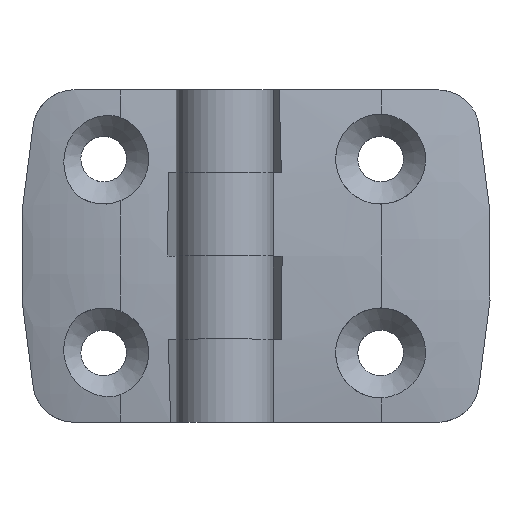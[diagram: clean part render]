
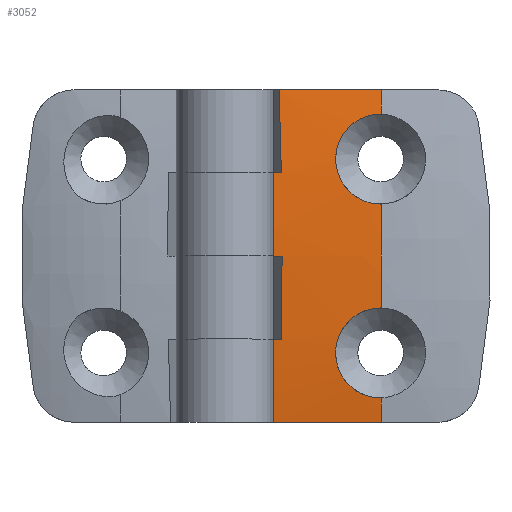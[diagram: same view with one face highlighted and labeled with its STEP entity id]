
A CAD part, top view. The second image highlights one B-rep face of the part: STEP entity #3052.
In plain terms, the highlighted toroidal (fillet/blend) face has major radius 179.24 mm and minor radius 372.194 mm.
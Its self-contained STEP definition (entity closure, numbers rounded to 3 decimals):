
#18=DEGENERATE_TOROIDAL_SURFACE('',#3374,179.24,372.194,
 .F.);
#743=B_SPLINE_CURVE_WITH_KNOTS('',3,(#5141,#5142,#5143,#5144,#5145,#5146,
#5147,#5148),.UNSPECIFIED.,.F.,.F.,(4,1,1,1,1,4),(0.,0.003,
0.005,0.01,0.015,0.021),
 .UNSPECIFIED.);
#744=B_SPLINE_CURVE_WITH_KNOTS('',3,(#5152,#5153,#5154,#5155),
 .UNSPECIFIED.,.F.,.F.,(4,4),(0.031,0.045),
 .UNSPECIFIED.);
#745=B_SPLINE_CURVE_WITH_KNOTS('',3,(#5157,#5158,#5159,#5160),
 .UNSPECIFIED.,.F.,.F.,(4,4),(0.,0.012),
 .UNSPECIFIED.);
#746=B_SPLINE_CURVE_WITH_KNOTS('',3,(#5162,#5163,#5164,#5165),
 .UNSPECIFIED.,.F.,.F.,(4,4),(0.005,0.006),
 .UNSPECIFIED.);
#747=B_SPLINE_CURVE_WITH_KNOTS('',3,(#5171,#5172,#5173,#5174),
 .UNSPECIFIED.,.F.,.F.,(4,4),(0.,0.012),
 .UNSPECIFIED.);
#748=B_SPLINE_CURVE_WITH_KNOTS('',3,(#5176,#5177,#5178,#5179),
 .UNSPECIFIED.,.F.,.F.,(4,4),(0.005,0.006),
 .UNSPECIFIED.);
#749=B_SPLINE_CURVE_WITH_KNOTS('',3,(#5183,#5184,#5185,#5186),
 .UNSPECIFIED.,.F.,.F.,(4,4),(0.023,0.038),
 .UNSPECIFIED.);
#750=B_SPLINE_CURVE_WITH_KNOTS('',3,(#5190,#5191,#5192,#5193,#5194,#5195,
#5196,#5197,#5198,#5199),.UNSPECIFIED.,.F.,.F.,(4,1,1,1,1,1,1,4),(0.,
0.003,0.005,0.008,0.01,
0.013,0.015,0.021),.UNSPECIFIED.);
#1458=ORIENTED_EDGE('',*,*,#2018,.F.);
#1459=ORIENTED_EDGE('',*,*,#2019,.T.);
#1460=ORIENTED_EDGE('',*,*,#2020,.F.);
#1461=ORIENTED_EDGE('',*,*,#2021,.F.);
#1462=ORIENTED_EDGE('',*,*,#2022,.F.);
#1463=ORIENTED_EDGE('',*,*,#2023,.F.);
#1464=ORIENTED_EDGE('',*,*,#2024,.T.);
#1465=ORIENTED_EDGE('',*,*,#2025,.T.);
#1466=ORIENTED_EDGE('',*,*,#2026,.T.);
#1467=ORIENTED_EDGE('',*,*,#2027,.F.);
#1468=ORIENTED_EDGE('',*,*,#2028,.T.);
#1469=ORIENTED_EDGE('',*,*,#2029,.F.);
#1470=ORIENTED_EDGE('',*,*,#2030,.F.);
#1471=ORIENTED_EDGE('',*,*,#2031,.T.);
#2018=EDGE_CURVE('',#2357,#2358,#2528,.T.);
#2019=EDGE_CURVE('',#2357,#2359,#743,.T.);
#2020=EDGE_CURVE('',#2360,#2359,#2529,.T.);
#2021=EDGE_CURVE('',#2361,#2360,#744,.T.);
#2022=EDGE_CURVE('',#2362,#2361,#745,.T.);
#2023=EDGE_CURVE('',#2363,#2362,#746,.T.);
#2024=EDGE_CURVE('',#2363,#2364,#2530,.F.);
#2025=EDGE_CURVE('',#2364,#2365,#2531,.F.);
#2026=EDGE_CURVE('',#2365,#2366,#747,.T.);
#2027=EDGE_CURVE('',#2367,#2366,#748,.T.);
#2028=EDGE_CURVE('',#2367,#2368,#2532,.F.);
#2029=EDGE_CURVE('',#2369,#2368,#749,.T.);
#2030=EDGE_CURVE('',#2370,#2369,#2533,.T.);
#2031=EDGE_CURVE('',#2370,#2358,#750,.T.);
#2357=VERTEX_POINT('',#5139);
#2358=VERTEX_POINT('',#5140);
#2359=VERTEX_POINT('',#5149);
#2360=VERTEX_POINT('',#5151);
#2361=VERTEX_POINT('',#5156);
#2362=VERTEX_POINT('',#5161);
#2363=VERTEX_POINT('',#5166);
#2364=VERTEX_POINT('',#5168);
#2365=VERTEX_POINT('',#5170);
#2366=VERTEX_POINT('',#5175);
#2367=VERTEX_POINT('',#5180);
#2368=VERTEX_POINT('',#5182);
#2369=VERTEX_POINT('',#5187);
#2370=VERTEX_POINT('',#5189);
#2528=CIRCLE('',#3375,192.64);
#2529=CIRCLE('',#3376,192.64);
#2530=CIRCLE('',#3377,192.954);
#2531=CIRCLE('',#3378,372.194);
#2532=CIRCLE('',#3379,192.954);
#2533=CIRCLE('',#3380,192.64);
#2689=EDGE_LOOP('',(#1458,#1459,#1460,#1461,#1462,#1463,#1464,#1465,#1466,
#1467,#1468,#1469,#1470,#1471));
#2878=FACE_BOUND('',#2689,.T.);
#3052=ADVANCED_FACE('',(#2878),#18,.F.);
#3374=AXIS2_PLACEMENT_3D('',#5137,#4149,#4150);
#3375=AXIS2_PLACEMENT_3D('',#5138,#4151,#4152);
#3376=AXIS2_PLACEMENT_3D('',#5150,#4153,#4154);
#3377=AXIS2_PLACEMENT_3D('',#5167,#4155,#4156);
#3378=AXIS2_PLACEMENT_3D('',#5169,#4157,#4158);
#3379=AXIS2_PLACEMENT_3D('',#5181,#4159,#4160);
#3380=AXIS2_PLACEMENT_3D('',#5188,#4161,#4162);
#4149=DIRECTION('',(1.,0.,0.));
#4150=DIRECTION('',(0.,0.,-1.));
#4151=DIRECTION('',(1.,0.,0.));
#4152=DIRECTION('',(0.,0.,-1.));
#4153=DIRECTION('',(1.,0.,0.));
#4154=DIRECTION('',(0.,0.,-1.));
#4155=DIRECTION('',(-1.,0.,0.));
#4156=DIRECTION('',(0.,-1.,0.));
#4157=DIRECTION('',(0.,0.,1.));
#4158=DIRECTION('',(1.,0.,0.));
#4159=DIRECTION('',(-1.,0.,0.));
#4160=DIRECTION('',(0.,-1.,0.));
#4161=DIRECTION('',(1.,0.,0.));
#4162=DIRECTION('',(0.,0.,-1.));
#5137=CARTESIAN_POINT('',(7.3,-194.004,0.));
#5138=CARTESIAN_POINT('',(22.577,-194.004,0.));
#5139=CARTESIAN_POINT('',(22.577,-1.51,-7.5));
#5140=CARTESIAN_POINT('',(22.577,-1.51,7.5));
#5141=CARTESIAN_POINT('',(22.577,-1.51,-7.5));
#5142=CARTESIAN_POINT('',(21.711,-1.474,-7.49));
#5143=CARTESIAN_POINT('',(20.001,-1.422,-7.816));
#5144=CARTESIAN_POINT('',(17.065,-1.414,-9.739));
#5145=CARTESIAN_POINT('',(15.285,-1.618,-14.008));
#5146=CARTESIAN_POINT('',(17.437,-2.12,-19.128));
#5147=CARTESIAN_POINT('',(20.845,-2.388,-20.52));
#5148=CARTESIAN_POINT('',(22.577,-2.457,-20.5));
#5149=CARTESIAN_POINT('',(22.577,-2.457,-20.5));
#5150=CARTESIAN_POINT('',(22.577,-194.004,0.));
#5151=CARTESIAN_POINT('',(22.577,-2.865,-24.));
#5152=CARTESIAN_POINT('',(7.839,-2.549,-24.));
#5153=CARTESIAN_POINT('',(12.752,-2.556,-24.));
#5154=CARTESIAN_POINT('',(17.665,-2.661,-24.));
#5155=CARTESIAN_POINT('',(22.577,-2.865,-24.));
#5156=CARTESIAN_POINT('',(7.839,-2.549,-24.));
#5157=CARTESIAN_POINT('',(8.161,-1.425,-12.));
#5158=CARTESIAN_POINT('',(8.089,-1.674,-16.013));
#5159=CARTESIAN_POINT('',(7.982,-2.049,-20.013));
#5160=CARTESIAN_POINT('',(7.839,-2.549,-24.));
#5161=CARTESIAN_POINT('',(8.161,-1.425,-12.));
#5162=CARTESIAN_POINT('',(7.,-1.424,-12.));
#5163=CARTESIAN_POINT('',(7.387,-1.423,-12.));
#5164=CARTESIAN_POINT('',(7.774,-1.424,-12.));
#5165=CARTESIAN_POINT('',(8.161,-1.425,-12.));
#5166=CARTESIAN_POINT('',(7.,-1.424,-12.));
#5167=CARTESIAN_POINT('',(7.,-194.004,0.));
#5168=CARTESIAN_POINT('',(7.,-1.05,0.));
#5169=CARTESIAN_POINT('',(7.3,-373.244,0.));
#5170=CARTESIAN_POINT('',(8.268,-1.051,0.));
#5171=CARTESIAN_POINT('',(8.268,-1.051,0.));
#5172=CARTESIAN_POINT('',(8.268,-1.051,4.004));
#5173=CARTESIAN_POINT('',(8.232,-1.176,8.004));
#5174=CARTESIAN_POINT('',(8.161,-1.425,12.));
#5175=CARTESIAN_POINT('',(8.161,-1.425,12.));
#5176=CARTESIAN_POINT('',(7.,-1.424,12.));
#5177=CARTESIAN_POINT('',(7.387,-1.423,12.));
#5178=CARTESIAN_POINT('',(7.774,-1.424,12.));
#5179=CARTESIAN_POINT('',(8.161,-1.425,12.));
#5180=CARTESIAN_POINT('',(7.,-1.424,12.));
#5181=CARTESIAN_POINT('',(7.,-194.004,0.));
#5182=CARTESIAN_POINT('',(7.,-2.549,24.));
#5183=CARTESIAN_POINT('',(22.577,-2.865,24.));
#5184=CARTESIAN_POINT('',(17.386,-2.65,24.));
#5185=CARTESIAN_POINT('',(12.194,-2.544,24.));
#5186=CARTESIAN_POINT('',(7.,-2.549,24.));
#5187=CARTESIAN_POINT('',(22.577,-2.865,24.));
#5188=CARTESIAN_POINT('',(22.577,-194.004,0.));
#5189=CARTESIAN_POINT('',(22.577,-2.457,20.5));
#5190=CARTESIAN_POINT('',(22.577,-2.457,20.5));
#5191=CARTESIAN_POINT('',(21.711,-2.423,20.51));
#5192=CARTESIAN_POINT('',(20.002,-2.323,20.185));
#5193=CARTESIAN_POINT('',(17.812,-2.108,18.747));
#5194=CARTESIAN_POINT('',(16.349,-1.869,16.582));
#5195=CARTESIAN_POINT('',(15.829,-1.652,14.019));
#5196=CARTESIAN_POINT('',(16.335,-1.494,11.448));
#5197=CARTESIAN_POINT('',(18.289,-1.39,8.53));
#5198=CARTESIAN_POINT('',(20.845,-1.438,7.48));
#5199=CARTESIAN_POINT('',(22.577,-1.51,7.5));
